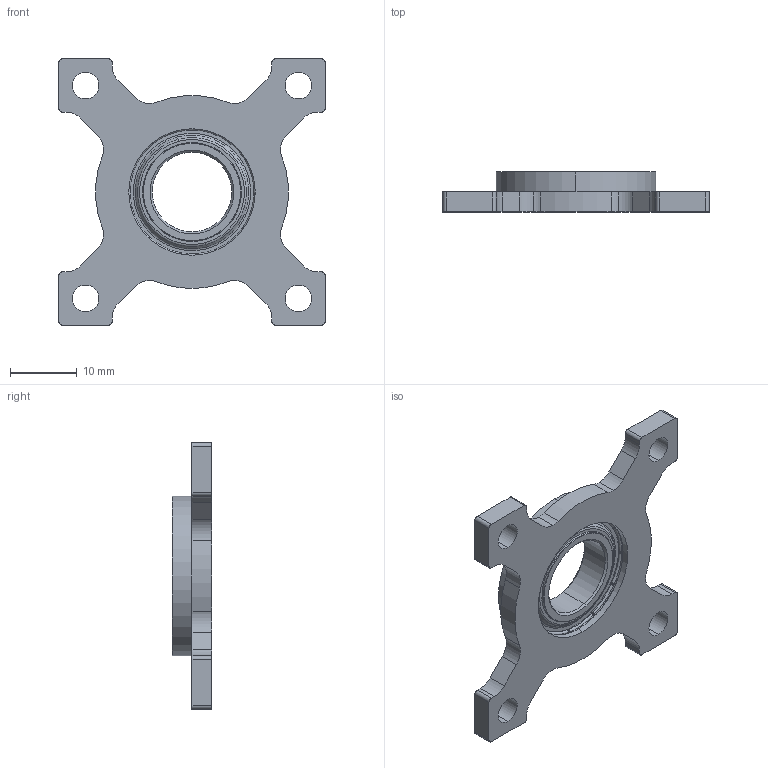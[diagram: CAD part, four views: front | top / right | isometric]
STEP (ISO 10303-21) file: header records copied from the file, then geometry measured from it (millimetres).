
FILE_DESCRIPTION (( 'STEP AP203' ), '1' );
FILE_NAME ('1603-0032-0012 assembly.STEP', '2018-02-09T22:56:29', ( '' ), ( '' ), 'SwSTEP 2.0', 'SolidWorks 2016', '' );
FILE_SCHEMA (( 'CONFIG_CONTROL_DESIGN' ));
Length unit declared in the file: millimetre
Products named in the file (3): 1603-0032-0012; 1600-0521-0012; 1603-0032-0012 assembly
Assembly tree (2 placements, depth 2):
  1603-0032-0012 assembly
    1603-0032-0012
    1600-0521-0012
Bounding box: 40 x 6 x 40 mm (x, y, z)
Volume: 3410.8 mm3; surface area: 4385.5 mm2
Topology: 25 solids, 25 shells, 229 faces, 477 edges, 310 vertices
Faces by surface type: plane 86, cylinder 69, torus 54, cone 20
Entity records: 6518 total; most frequent: DIRECTION 1261, CARTESIAN_POINT 1021, ORIENTED_EDGE 954, AXIS2_PLACEMENT_3D 550, EDGE_CURVE 477, CIRCLE 316, VERTEX_POINT 310, EDGE_LOOP 253
